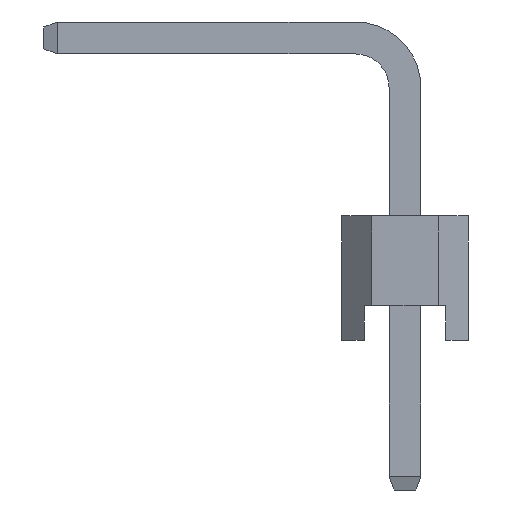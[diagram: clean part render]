
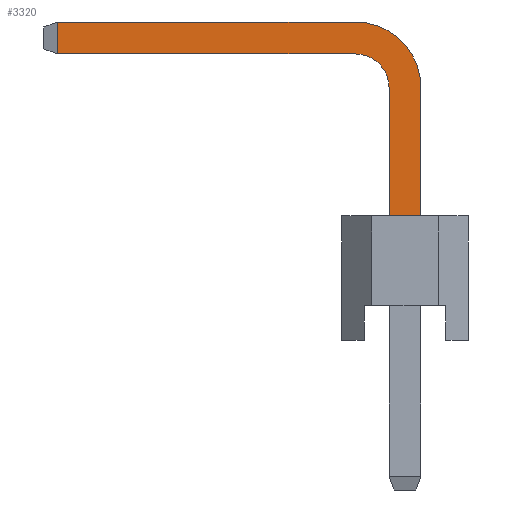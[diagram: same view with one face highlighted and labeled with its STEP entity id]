
A CAD part, left-side view. The second image highlights one B-rep face of the part: STEP entity #3320.
In plain terms, the highlighted planar face has unit normal (-1, 0, 0).
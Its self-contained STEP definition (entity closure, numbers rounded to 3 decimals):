
#3320=ADVANCED_FACE('',(#10222),#10224,.T.);
#10222=FACE_BOUND('',#10223,.T.);
#10223=EDGE_LOOP('',(#15913,#15914,#15915,#15916,#15917,#15918,#15919,#15920));
#10224=PLANE('',#10225);
#10225=AXIS2_PLACEMENT_3D('',#10226,#10227,#10228);
#10226=CARTESIAN_POINT('',(-0.32,0.32,-3.));
#10227=DIRECTION('',(-1.,0.,0.));
#10228=DIRECTION('',(0.,-1.,0.));
#15913=ORIENTED_EDGE('',*,*,#19362,.F.);
#15914=ORIENTED_EDGE('',*,*,#19363,.F.);
#15915=ORIENTED_EDGE('',*,*,#19364,.F.);
#15916=ORIENTED_EDGE('',*,*,#19351,.F.);
#15917=ORIENTED_EDGE('',*,*,#18070,.T.);
#15918=ORIENTED_EDGE('',*,*,#19361,.T.);
#15919=ORIENTED_EDGE('',*,*,#19365,.T.);
#15920=ORIENTED_EDGE('',*,*,#19366,.T.);
#18070=EDGE_CURVE('',#20464,#20468,#20470,.T.);
#19351=EDGE_CURVE('',#20464,#22621,#22622,.T.);
#19361=EDGE_CURVE('',#20468,#22637,#22639,.T.);
#19362=EDGE_CURVE('',#22640,#22641,#22642,.T.);
#19363=EDGE_CURVE('',#22643,#22640,#22644,.T.);
#19364=EDGE_CURVE('',#22621,#22643,#22645,.T.);
#19365=EDGE_CURVE('',#22637,#22646,#22647,.T.);
#19366=EDGE_CURVE('',#22646,#22641,#22648,.T.);
#20464=VERTEX_POINT('',#24474);
#20468=VERTEX_POINT('',#24482);
#20470=LINE('',#24486,#24487);
#22621=VERTEX_POINT('',#29299);
#22622=LINE('',#29300,#29301);
#22637=VERTEX_POINT('',#29335);
#22639=LINE('',#29339,#29340);
#22640=VERTEX_POINT('',#29342);
#22641=VERTEX_POINT('',#29343);
#22642=LINE('',#29344,#29345);
#22643=VERTEX_POINT('',#29347);
#22644=LINE('',#29348,#29349);
#22645=CIRCLE('',#29351,0.68);
#22646=VERTEX_POINT('',#29355);
#22647=CIRCLE('',#29356,1.32);
#22648=LINE('',#29360,#29361);
#24474=CARTESIAN_POINT('',(-0.32,0.32,2.5));
#24482=CARTESIAN_POINT('',(-0.32,-0.32,2.5));
#24486=CARTESIAN_POINT('',(-0.32,0.32,2.5));
#24487=VECTOR('',#24488,1.);
#24488=DIRECTION('',(0.,-1.,0.));
#29299=CARTESIAN_POINT('',(-0.32,0.32,5.07));
#29300=CARTESIAN_POINT('',(-0.32,0.32,2.5));
#29301=VECTOR('',#29302,1.);
#29302=DIRECTION('',(0.,0.,1.));
#29335=CARTESIAN_POINT('',(-0.32,-0.32,5.07));
#29339=CARTESIAN_POINT('',(-0.32,-0.32,2.5));
#29340=VECTOR('',#29341,1.);
#29341=DIRECTION('',(0.,0.,1.));
#29342=CARTESIAN_POINT('',(-0.32,6.975,5.75));
#29343=CARTESIAN_POINT('',(-0.32,6.975,6.39));
#29344=CARTESIAN_POINT('',(-0.32,6.975,5.75));
#29345=VECTOR('',#29346,1.);
#29346=DIRECTION('',(0.,0.,1.));
#29347=CARTESIAN_POINT('',(-0.32,1.,5.75));
#29348=CARTESIAN_POINT('',(-0.32,1.,5.75));
#29349=VECTOR('',#29350,1.);
#29350=DIRECTION('',(0.,1.,0.));
#29351=AXIS2_PLACEMENT_3D('',#29352,#29353,#29354);
#29352=CARTESIAN_POINT('',(-0.32,1.,5.07));
#29353=DIRECTION('',(-1.,-0.,0.));
#29354=DIRECTION('',(0.,-1.,0.));
#29355=CARTESIAN_POINT('',(-0.32,1.,6.39));
#29356=AXIS2_PLACEMENT_3D('',#29357,#29358,#29359);
#29357=CARTESIAN_POINT('',(-0.32,1.,5.07));
#29358=DIRECTION('',(-1.,-0.,0.));
#29359=DIRECTION('',(0.,-1.,0.));
#29360=CARTESIAN_POINT('',(-0.32,1.,6.39));
#29361=VECTOR('',#29362,1.);
#29362=DIRECTION('',(0.,1.,0.));
